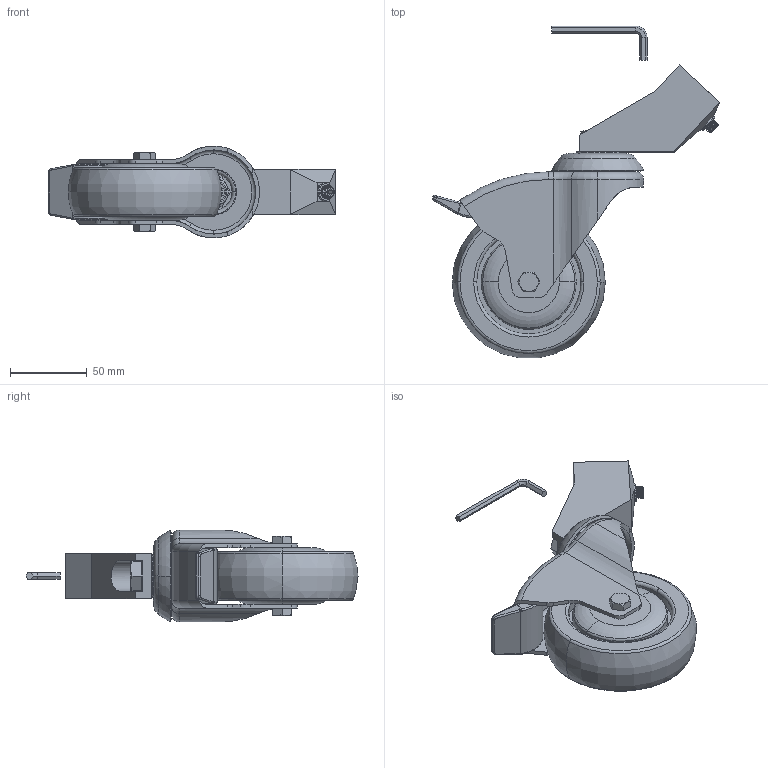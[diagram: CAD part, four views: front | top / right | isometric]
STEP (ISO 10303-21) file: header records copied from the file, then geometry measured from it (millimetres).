
FILE_DESCRIPTION (( 'STEP AP203' ), '1' );
FILE_NAME ('G2201.STEP', '2018-10-02T11:27:44', ( '' ), ( '' ), 'SwSTEP 2.0', 'SolidWorks 2016', '' );
FILE_SCHEMA (( 'CONFIG_CONTROL_DESIGN' ));
Length unit declared in the file: millimetre
Products named in the file (11): TH1314; S3145; F628; Socket Set Screw Flat Point_Doughty Fastners_BS 4168-2 - M8 x 16-S; G2201; Z100000100; Hex Bolt_ISO 4016 - M12 x 35 x 35-WS; SW3dPS-nyloc nut, st stl a2 iso_M12 NYLOC; B Washer_Bright washer BS 4320 - M12 (Form B); TH001; TH3550
Assembly tree (10 placements, depth 3):
  G2201
    TH001
      TH3550
      F628
    Hex Bolt_ISO 4016 - M12 x 35 x 35-WS
    SW3dPS-nyloc nut, st stl a2 iso_M12 NYLOC
    Socket Set Screw Flat Point_Doughty Fastners_BS 4168-2 - M8 x 16-S
    S3145
    TH1314
    Z100000100
    B Washer_Bright washer BS 4320 - M12 (Form B)
Bounding box: 187.65 x 216.94 x 60 mm (x, y, z)
Volume: 358469.1 mm3; surface area: 97304.2 mm2
Topology: 11 solids, 13 shells, 523 faces, 1270 edges, 782 vertices
Faces by surface type: cone 166, cylinder 151, plane 134, torus 66, bspline 6
Entity records: 17392 total; most frequent: CARTESIAN_POINT 3670, DIRECTION 2868, ORIENTED_EDGE 2540, EDGE_CURVE 1270, AXIS2_PLACEMENT_3D 1172, VERTEX_POINT 782, CIRCLE 641, EDGE_LOOP 554
